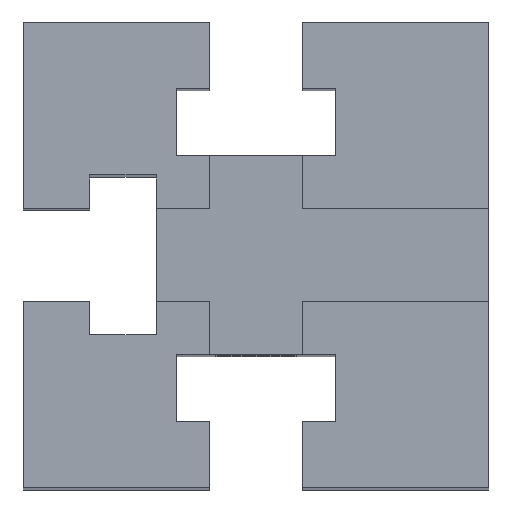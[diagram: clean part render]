
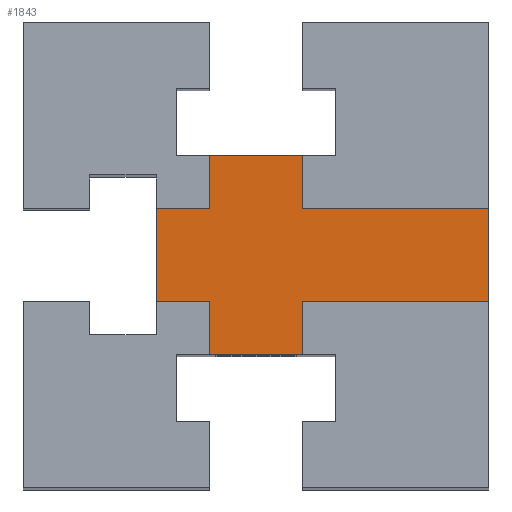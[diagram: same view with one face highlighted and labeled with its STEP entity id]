
A CAD part, top view. The second image highlights one B-rep face of the part: STEP entity #1843.
In plain terms, the highlighted planar face has unit normal (0, 0, 1).
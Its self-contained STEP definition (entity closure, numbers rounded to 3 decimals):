
#839=VERTEX_POINT('',#2471);
#997=EDGE_CURVE('',#1675,#1943,#2641,.T.);
#1065=VERTEX_POINT('',#2715);
#1083=EDGE_CURVE('',#1675,#1065,#2734,.T.);
#1183=VERTEX_POINT('',#2840);
#1185=EDGE_CURVE('',#1065,#839,#2842,.T.);
#1213=EDGE_CURVE('',#1183,#1521,#2875,.T.);
#1381=EDGE_CURVE('',#2007,#2211,#3057,.T.);
#1415=EDGE_CURVE('',#2111,#1707,#3093,.T.);
#1513=EDGE_CURVE('',#1707,#839,#3199,.T.);
#1521=VERTEX_POINT('',#3207);
#1675=VERTEX_POINT('',#3370);
#1695=EDGE_CURVE('',#1521,#2219,#3391,.T.);
#1707=VERTEX_POINT('',#3403);
#1759=EDGE_CURVE('',#1943,#2101,#3461,.T.);
#1771=EDGE_CURVE('',#2007,#1183,#3473,.T.);
#1843=ADVANCED_FACE('',(#3552),#3553,.F.);
#1943=VERTEX_POINT('',#3662);
#1965=EDGE_CURVE('',#2111,#2219,#3685,.T.);
#2007=VERTEX_POINT('',#3728);
#2101=VERTEX_POINT('',#3827);
#2111=VERTEX_POINT('',#3838);
#2211=VERTEX_POINT('',#3949);
#2219=VERTEX_POINT('',#3964);
#2223=EDGE_CURVE('',#2211,#2101,#3969,.T.);
#2471=CARTESIAN_POINT('',(-15.0,-12.0,190.0));
#2641=LINE('',#4478,#4479);
#2715=CARTESIAN_POINT('',(-12.0,-12.0,190.0));
#2734=LINE('',#4612,#4613);
#2840=CARTESIAN_POINT('',(12.0,12.0,190.0));
#2842=LINE('',#4776,#4777);
#2875=LINE('',#4825,#4826);
#3057=LINE('',#5091,#5092);
#3093=LINE('',#5145,#5146);
#3199=LINE('',#5292,#5293);
#3207=CARTESIAN_POINT('',(12.0,15.0,190.0));
#3370=CARTESIAN_POINT('',(-12.0,-15.0,190.0));
#3391=LINE('',#5587,#5588);
#3403=CARTESIAN_POINT('',(-15.0,12.0,190.0));
#3461=LINE('',#5695,#5696);
#3473=LINE('',#5714,#5715);
#3552=FACE_OUTER_BOUND('',#5824,.T.);
#3553=PLANE('',#5825);
#3662=CARTESIAN_POINT('',(12.0,-15.0,190.0));
#3685=LINE('',#6017,#6018);
#3728=CARTESIAN_POINT('',(35.,12.0,190.0));
#3827=CARTESIAN_POINT('',(12.0,-12.0,190.0));
#3838=CARTESIAN_POINT('',(-12.0,12.0,190.0));
#3949=CARTESIAN_POINT('',(35.,-12.0,190.0));
#3964=CARTESIAN_POINT('',(-12.0,15.0,190.0));
#3969=LINE('',#6419,#6420);
#4478=CARTESIAN_POINT('',(-21.0,-15.0,190.0));
#4479=VECTOR('',#6975,1.0);
#4612=CARTESIAN_POINT('',(-12.0,-35.0,190.0));
#4613=VECTOR('',#7110,1.0);
#4776=CARTESIAN_POINT('',(35.,-12.0,190.0));
#4777=VECTOR('',#7186,1.0);
#4825=CARTESIAN_POINT('',(12.0,-35.0,190.0));
#4826=VECTOR('',#7236,1.0);
#5091=CARTESIAN_POINT('',(35.0,21.0,190.0));
#5092=VECTOR('',#7415,1.0);
#5145=CARTESIAN_POINT('',(35.,12.0,190.0));
#5146=VECTOR('',#7442,1.0);
#5292=CARTESIAN_POINT('',(-15.0,9.5,190.0));
#5293=VECTOR('',#7539,1.0);
#5587=CARTESIAN_POINT('',(-14.0,15.0,190.0));
#5588=VECTOR('',#7678,1.0);
#5695=CARTESIAN_POINT('',(12.0,-35.0,190.0));
#5696=VECTOR('',#7761,1.0);
#5714=CARTESIAN_POINT('',(35.,12.0,190.0));
#5715=VECTOR('',#7766,1.0);
#5824=EDGE_LOOP('',(#7855,#7856,#7857,#7858,#7859,#7860,#7861,#7862,#7863,#7864,#7865,#7866));
#5825=AXIS2_PLACEMENT_3D('',#7867,#7868,#7869);
#6017=CARTESIAN_POINT('',(-12.0,-35.0,190.0));
#6018=VECTOR('',#7994,1.0);
#6419=CARTESIAN_POINT('',(35.,-12.0,190.0));
#6420=VECTOR('',#8277,1.0);
#6975=DIRECTION('',(1.0,0.0,0.0));
#7110=DIRECTION('',(0.0,1.0,0.0));
#7186=DIRECTION('',(-1.0,0.0,0.0));
#7236=DIRECTION('',(0.0,1.0,0.0));
#7415=DIRECTION('',(0.0,-1.0,0.0));
#7442=DIRECTION('',(-1.0,0.0,0.0));
#7539=DIRECTION('',(0.0,-1.0,0.0));
#7678=DIRECTION('',(-1.0,0.0,0.0));
#7761=DIRECTION('',(0.0,1.0,0.0));
#7766=DIRECTION('',(-1.0,0.0,0.0));
#7855=ORIENTED_EDGE('',*,*,#1513,.T.);
#7856=ORIENTED_EDGE('',*,*,#1185,.F.);
#7857=ORIENTED_EDGE('',*,*,#1083,.F.);
#7858=ORIENTED_EDGE('',*,*,#997,.T.);
#7859=ORIENTED_EDGE('',*,*,#1759,.T.);
#7860=ORIENTED_EDGE('',*,*,#2223,.F.);
#7861=ORIENTED_EDGE('',*,*,#1381,.F.);
#7862=ORIENTED_EDGE('',*,*,#1771,.T.);
#7863=ORIENTED_EDGE('',*,*,#1213,.T.);
#7864=ORIENTED_EDGE('',*,*,#1695,.T.);
#7865=ORIENTED_EDGE('',*,*,#1965,.F.);
#7866=ORIENTED_EDGE('',*,*,#1415,.T.);
#7867=CARTESIAN_POINT('',(-35.0,7.,190.0));
#7868=DIRECTION('',(0.0,0.0,-1.0));
#7869=DIRECTION('',(-1.0,0.0,0.0));
#7994=DIRECTION('',(0.0,1.0,0.0));
#8277=DIRECTION('',(-1.0,0.0,0.0));
